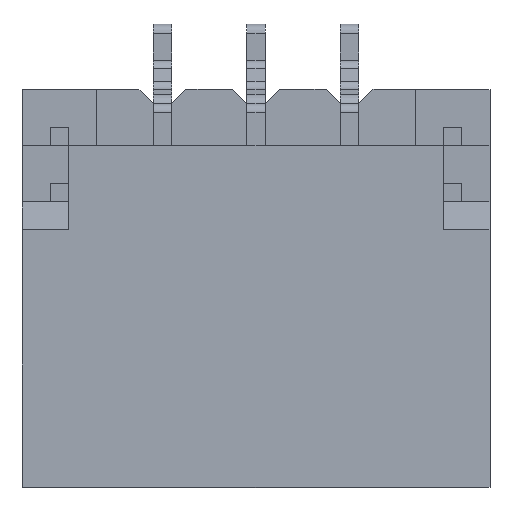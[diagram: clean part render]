
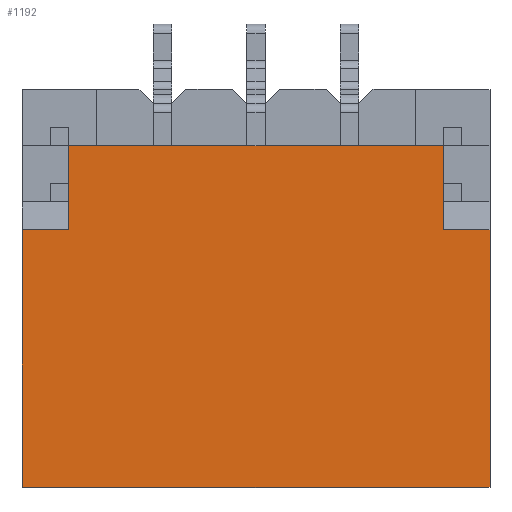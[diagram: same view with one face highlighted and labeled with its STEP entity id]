
A CAD part, top view. The second image highlights one B-rep face of the part: STEP entity #1192.
In plain terms, the highlighted planar face has unit normal (0, 0, 1).
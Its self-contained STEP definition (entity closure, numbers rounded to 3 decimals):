
#1192=ADVANCED_FACE('',(#2977),#2979,.T.);
#2977=FACE_BOUND('',#2978,.T.);
#2978=EDGE_LOOP('',(#4431,#4432,#4433,#4434,#4435,#4436,#4437,#4438));
#2979=PLANE('',#2980);
#2980=AXIS2_PLACEMENT_3D('',#2981,#2982,#2983);
#2981=CARTESIAN_POINT('',(-0.5,-4.25,2.9));
#2982=DIRECTION('',(0.,0.,1.));
#2983=DIRECTION('',(1.,0.,0.));
#4431=ORIENTED_EDGE('',*,*,#5403,.T.);
#4432=ORIENTED_EDGE('',*,*,#5404,.T.);
#4433=ORIENTED_EDGE('',*,*,#5405,.T.);
#4434=ORIENTED_EDGE('',*,*,#5406,.T.);
#4435=ORIENTED_EDGE('',*,*,#5407,.T.);
#4436=ORIENTED_EDGE('',*,*,#5408,.F.);
#4437=ORIENTED_EDGE('',*,*,#5323,.T.);
#4438=ORIENTED_EDGE('',*,*,#5397,.T.);
#5323=EDGE_CURVE('',#6180,#6178,#6181,.T.);
#5397=EDGE_CURVE('',#6178,#6318,#6320,.T.);
#5403=EDGE_CURVE('',#6318,#6329,#6330,.T.);
#5404=EDGE_CURVE('',#6329,#6331,#6332,.T.);
#5405=EDGE_CURVE('',#6331,#6333,#6334,.T.);
#5406=EDGE_CURVE('',#6333,#6335,#6336,.F.);
#5407=EDGE_CURVE('',#6335,#6337,#6338,.F.);
#5408=EDGE_CURVE('',#6180,#6337,#6339,.T.);
#6178=VERTEX_POINT('',#7934);
#6180=VERTEX_POINT('',#7938);
#6181=LINE('',#7939,#7940);
#6318=VERTEX_POINT('',#8222);
#6320=LINE('',#8226,#8227);
#6329=VERTEX_POINT('',#8247);
#6330=LINE('',#8248,#8249);
#6331=VERTEX_POINT('',#8251);
#6332=LINE('',#8252,#8253);
#6333=VERTEX_POINT('',#8255);
#6334=LINE('',#8256,#8257);
#6335=VERTEX_POINT('',#8259);
#6336=LINE('',#8260,#8261);
#6337=VERTEX_POINT('',#8263);
#6338=LINE('',#8264,#8265);
#6339=LINE('',#8267,#8268);
#7934=CARTESIAN_POINT('',(3.5,-4.25,2.9));
#7938=CARTESIAN_POINT('',(-1.5,-4.25,2.9));
#7939=CARTESIAN_POINT('',(-1.5,-4.25,2.9));
#7940=VECTOR('',#7941,1.);
#7941=DIRECTION('',(1.,0.,0.));
#8222=CARTESIAN_POINT('',(3.5,-1.5,2.9));
#8226=CARTESIAN_POINT('',(3.5,-4.25,2.9));
#8227=VECTOR('',#8228,1.);
#8228=DIRECTION('',(0.,1.,0.));
#8247=CARTESIAN_POINT('',(3.,-1.5,2.9));
#8248=CARTESIAN_POINT('',(3.5,-1.5,2.9));
#8249=VECTOR('',#8250,1.);
#8250=DIRECTION('',(-1.,0.,0.));
#8251=CARTESIAN_POINT('',(3.,-0.6,2.9));
#8252=CARTESIAN_POINT('',(3.,-1.5,2.9));
#8253=VECTOR('',#8254,1.);
#8254=DIRECTION('',(0.,1.,0.));
#8255=CARTESIAN_POINT('',(-1.,-0.6,2.9));
#8256=CARTESIAN_POINT('',(3.,-0.6,2.9));
#8257=VECTOR('',#8258,1.);
#8258=DIRECTION('',(-1.,0.,0.));
#8259=CARTESIAN_POINT('',(-1.,-1.5,2.9));
#8260=CARTESIAN_POINT('',(-1.,-1.5,2.9));
#8261=VECTOR('',#8262,1.);
#8262=DIRECTION('',(0.,1.,0.));
#8263=CARTESIAN_POINT('',(-1.5,-1.5,2.9));
#8264=CARTESIAN_POINT('',(-1.5,-1.5,2.9));
#8265=VECTOR('',#8266,1.);
#8266=DIRECTION('',(1.,0.,0.));
#8267=CARTESIAN_POINT('',(-1.5,-4.25,2.9));
#8268=VECTOR('',#8269,1.);
#8269=DIRECTION('',(0.,1.,0.));
